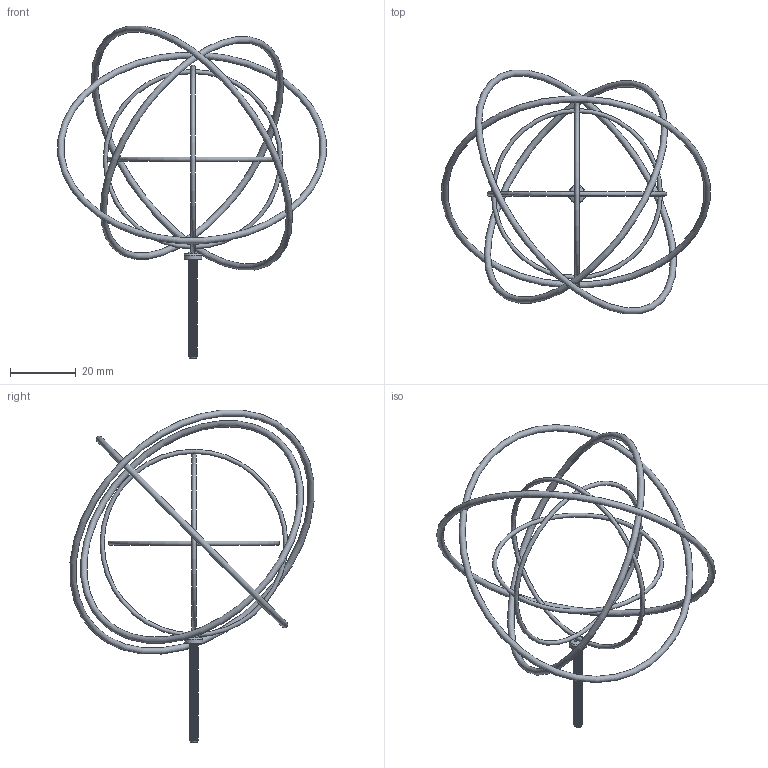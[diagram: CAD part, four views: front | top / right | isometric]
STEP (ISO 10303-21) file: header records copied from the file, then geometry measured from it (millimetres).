
FILE_DESCRIPTION(/* description */ ('STEP AP242','CAx-IF Rec.Pracs.---Representation and Presentation of Product Manufacturing Information (PMI)---4.0---2014-10-13','CAx-IF Rec.Pracs.---3D Tessellated Geometry---0.4---2014-09-14','2;1'),/* implementation_level */ '2;1');
FILE_NAME(/* name */ '67b63cc45f16a82ee5d94999',/* time_stamp */ '2025-02-19T20:19:17Z',/* author */ (''),/* organization */ (''),/* preprocessor_version */ 'ST-DEVELOPER v20',/* originating_system */ 'ONSHAPE BY PTC INC, 1.193',/* authorisation */ ' ');
FILE_SCHEMA (('AP242_MANAGED_MODEL_BASED_3D_ENGINEERING_MIM_LF { 1 0 10303 442 1 1 4 }'));
Length unit declared in the file: metre
Products named in the file (8): Assembly 1; 10397404; Part 1; Part 3; Part 2
Assembly tree (7 placements, depth 2):
  Assembly 1
    10397404
    Part 1
    Part 3
    Part 3
    Part 2
    Part 1
    Part 2
Bounding box: 81.6 x 74.24 x 101.02 mm (x, y, z)
Volume: 2992.9 mm3; surface area: 6993.2 mm2
Topology: 7 solids, 7 shells, 27 faces, 533 edges, 510 vertices
Faces by surface type: plane 11, torus 7, cone 3, cylinder 3, bspline 2, sphere 1
Full cylindrical faces by diameter (mm): 5.45 x1
Entity records: 10327 total; most frequent: CARTESIAN_POINT 7768, ORIENTED_EDGE 1022, EDGE_CURVE 511, VERTEX_POINT 505, DIRECTION 112, AXIS2_PLACEMENT_3D 54, FACE_BOUND 32, EDGE_LOOP 26
